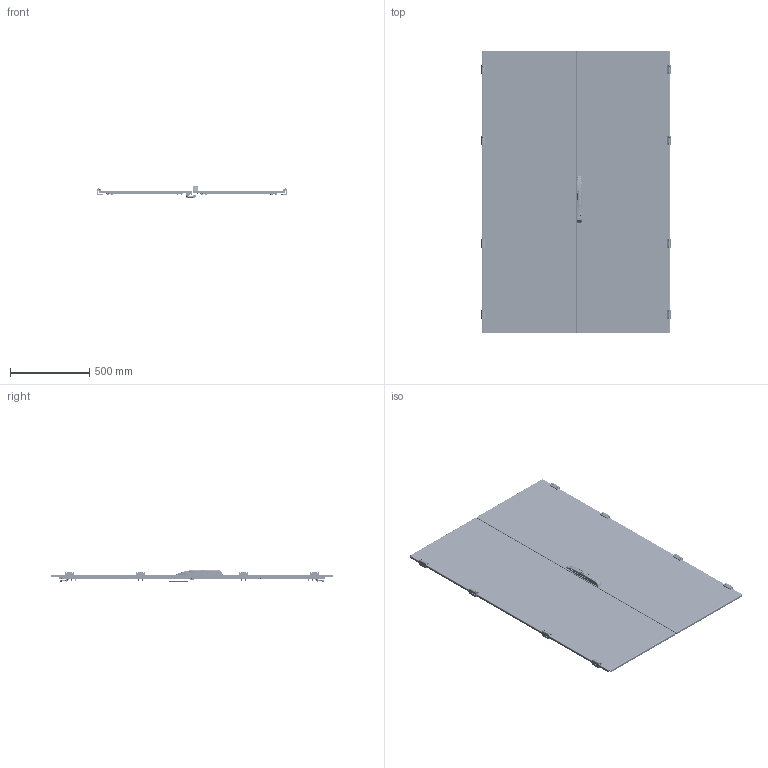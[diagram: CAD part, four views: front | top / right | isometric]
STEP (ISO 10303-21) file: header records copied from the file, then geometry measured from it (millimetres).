
FILE_DESCRIPTION (( 'STEP AP214' ), '1' );
FILE_NAME ('608.218.STEP', '2024-09-20T09:23:36', ( '' ), ( '' ), 'SwSTEP 2.0', 'SolidWorks 2021', '' );
FILE_SCHEMA (( 'AUTOMOTIVE_DESIGN' ));
Length unit declared in the file: millimetre
Products named in the file (54): Âèíò Ì5õ10 ìåáåëüíûé; MS867_________ASM.step; Äâåðíîé ïðîôèëü ÌÊ 20 W600; Çàãëóøêà òÿãè; MS867-002.step; Ãàéêà DIN934- Ì8-Zn; 604.618; Äâåðíîå ïîëîòíî ÌÊ-20 W600H1800; Ãàñêåòèíã äîï. äâåðè W600H1800; 867-5.step; 608.218; Òÿãà TS-002 H1800; Äâåðíîå ïîëîòíî äîï. ÌÊ-20 W600H1800; CT-M6X8.step; _______ASM.step; 867-4.step; Øïèëüêà ïðèâàðíàÿ Ì6õ10; 867-7.step; ﾇ瑟鶴 TS-002 H1800; 嵑謺麃 1; MS867-003.step; Ãàéêà Ì6 äëÿ øïèëüêè; Ãàñêåòèíã äâåðè W600H1800; ﾇ璋襃 TS-002-2; Øïèëüêà ïðèâàðíàÿ Ì6õ16; 项蜞轫铋 忤眚 DIN 7991 󊬱6; 867-3.step; 鎗鵻罻; ﾇ瑟鶴 TS-002; ﾒ聰 ﾌﾊ-20 H1800; 950.104 Ðó÷êà.step; 837-1_2.step; CL213-3; 837-1_1.step; ﾇ璋襃; 嵑謺麃 2; 嵑謺麃 CL213-3.2; PT-M5X10.step; ﾇ璋襃 TS-002; Âèíò Ì5õ10 ñ ïîëóêð. ãîëîâêîé ...
Assembly tree (170 placements, depth 6):
  608.218
    604.618
      Äâåðíîå ïîëîòíî ÌÊ-20 W600H1800
      Ãàñêåòèíã äâåðè W600H1800
      Äâåðíîé ïðîôèëü ÌÊ 20 Í1800  x2
      Äâåðíîé ïðîôèëü ÌÊ 20 W600  x2
      ﾒ聰 ﾌﾊ-20 H1800
      Øïèëüêà ïðèâàðíàÿ Ì6õ16  x2
      Øïèëüêà ïðèâàðíàÿ Ì6õ25  x14
      Øïèëüêà ïðèâàðíàÿ Ì6õ10  x4
      Çàãëóøêà òÿãè  x4
      Óãîëîê äâåðíîé  x4
      Ãàéêà Ì6 äëÿ øïèëüêè  x14
      950.104 Ðó÷êà.step
        MS867_________ASM.step
          _______ASM.step
            MS867-002.step
            MS867-003.step
            867-7.step
            867-5.step
            867-6.step
          MS867-001.step
          MS867-004.step
        867-2.step
        867-3.step
        867-4.step
        PT-M5X10.step
        CT-M6X8.step
        837-1_1.step
        837-1_2.step
        867-1_3.step  x2
      CL213-3  x4
        嵑謺麃 CL213-3
          鎗鵻罻
          嵑謺麃 1
          嵑謺麃 2
        项蜞轫铋 忤眚 DIN 7991 󊬱6
        Âèíò Ì5õ10 ìåáåëüíûé
    624.618
      Äâåðíîå ïîëîòíî äîï. ÌÊ-20 W600H1800
      Ãàñêåòèíã äîï. äâåðè W600H1800
      Äâåðíîé ïðîôèëü ÌÊ 20 W600  x2
      Äâåðíîé ïðîôèëü ÌÊ 20 Í1800  x2
      ﾇ瑟鶴 TS-002 H1800
        Òÿãà TS-002 H1800  x2
        ﾇ瑟鶴 TS-002
        ﾇ璋襃 TS-002
        ﾇ璋襃 TS-002-2
        Âèíò Ì5õ10 ñ ïîëóêð. ãîëîâêîé  x2
      ﾇ璋襃  x4
      Âèíò Ì5õ10 ìåáåëüíûé  x8
      Ãàéêà êîëïà÷êîâàÿ M5 DIN 1587  x8
      Øïèëüêà ïðèâàðíàÿ Ì6õ25  x16
      Ãàéêà DIN934- Ì6-Zn  x14
      Øïèëüêà ïðèâàðíàÿ Ì6õ16  x2
      Øïèëüêà ïðèâàðíàÿ Ì8õ16  x2
      Ãàéêà Ì6 äëÿ øïèëüêè  x2
      Ãàéêà DIN934- Ì8-Zn  x2
      Óãîëîê äâåðíîé  x4
      CL213-3.  x4
Bounding box: 1197.4 x 1790 x 75.66 mm (x, y, z)
Volume: 6685362.6 mm3; surface area: 6576387.2 mm2
Topology: 201 solids, 201 shells, 9836 faces, 25935 edges, 16481 vertices
Faces by surface type: cylinder 4322, plane 3809, cone 1042, bspline 453, torus 172, sphere 38
Entity records: 123185 total; most frequent: CARTESIAN_POINT 43898, ORIENTED_EDGE 15616, DIRECTION 14453, EDGE_CURVE 7808, AXIS2_PLACEMENT_3D 5363, VERTEX_POINT 4996, VECTOR 3727, LINE 3727
